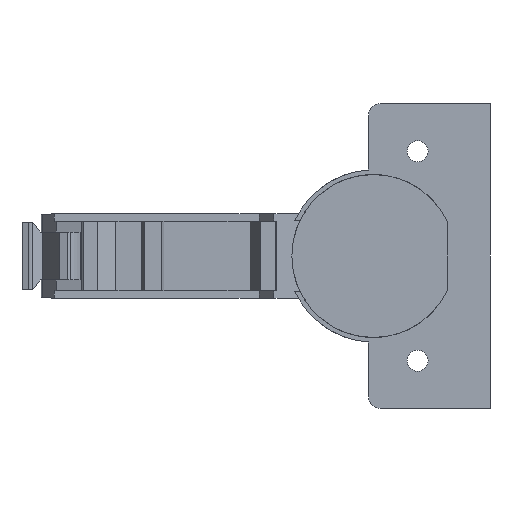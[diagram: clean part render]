
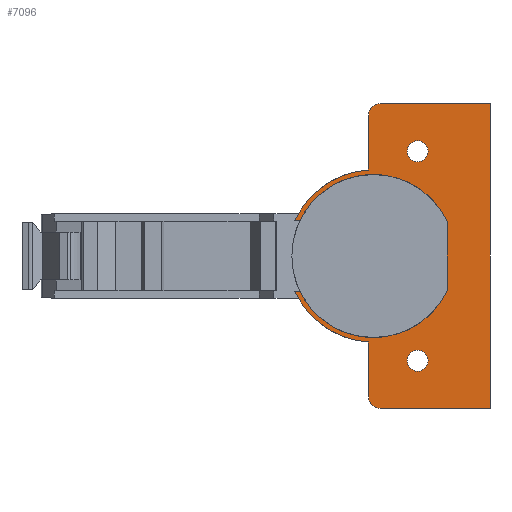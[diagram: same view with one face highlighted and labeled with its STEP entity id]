
A CAD part, front view. The second image highlights one B-rep face of the part: STEP entity #7096.
In plain terms, the highlighted planar face has unit normal (0, -1, 0).
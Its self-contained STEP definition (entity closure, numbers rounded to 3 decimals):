
#992=CARTESIAN_POINT('',(24.957,0.,32.7));
#993=CARTESIAN_POINT('',(24.749,0.,32.7));
#994=CARTESIAN_POINT('',(24.38,0.,32.651));
#995=CARTESIAN_POINT('',(23.76,0.,32.436));
#996=CARTESIAN_POINT('',(23.149,0.,32.004));
#997=CARTESIAN_POINT('',(22.714,0.,31.395));
#998=CARTESIAN_POINT('',(22.497,0.,30.777));
#999=CARTESIAN_POINT('',(22.448,0.,30.409));
#1000=CARTESIAN_POINT('',(22.448,0.,30.2));
#1005=CARTESIAN_POINT('',(22.448,0.,-30.2));
#1006=CARTESIAN_POINT('',(22.448,0.,-30.409));
#1007=CARTESIAN_POINT('',(22.497,0.,-30.777));
#1008=CARTESIAN_POINT('',(22.714,0.,-31.395));
#1009=CARTESIAN_POINT('',(23.149,0.,-32.004));
#1010=CARTESIAN_POINT('',(23.76,0.,-32.436));
#1011=CARTESIAN_POINT('',(24.38,0.,-32.651));
#1012=CARTESIAN_POINT('',(24.749,0.,-32.7));
#1013=CARTESIAN_POINT('',(24.957,0.,-32.7));
#1018=CARTESIAN_POINT('',(23.498,0.,0.));
#1019=DIRECTION('',(0.,1.,0.));
#1020=DIRECTION('',(-0.057,0.,-0.998));
#1021=AXIS2_PLACEMENT_3D('',#1018,#1019,#1020);
#1026=DIRECTION('',(1.,0.,0.));
#1027=VECTOR('',#1026,1.102);
#1028=CARTESIAN_POINT('',(6.62,0.,-7.575));
#1029=LINE('',#1028,#1027);
#1033=CARTESIAN_POINT('',(23.498,0.,0.));
#1034=DIRECTION('',(0.,-1.,0.));
#1035=DIRECTION('',(-0.901,0.,-0.433));
#1036=AXIS2_PLACEMENT_3D('',#1033,#1034,#1035);
#1041=DIRECTION('',(0.,0.,1.));
#1042=VECTOR('',#1041,14.621);
#1043=CARTESIAN_POINT('',(39.398,0.,-7.31));
#1044=LINE('',#1043,#1042);
#1048=CARTESIAN_POINT('',(23.498,0.,0.));
#1049=DIRECTION('',(0.,-1.,0.));
#1050=DIRECTION('',(0.909,0.,0.418));
#1051=AXIS2_PLACEMENT_3D('',#1048,#1049,#1050);
#1056=CARTESIAN_POINT('',(23.498,0.,0.));
#1057=DIRECTION('',(0.,1.,0.));
#1058=DIRECTION('',(-0.912,0.,0.409));
#1059=AXIS2_PLACEMENT_3D('',#1056,#1057,#1058);
#1064=DIRECTION('',(0.,0.,1.));
#1065=VECTOR('',#1064,11.73);
#1066=CARTESIAN_POINT('',(22.448,0.,18.47));
#1067=LINE('',#1066,#1065);
#1071=CARTESIAN_POINT('',(32.998,0.,-22.5));
#1072=DIRECTION('',(0.,-1.,0.));
#1073=DIRECTION('',(1.,0.,0.));
#1074=AXIS2_PLACEMENT_3D('',#1071,#1072,#1073);
#1079=CARTESIAN_POINT('',(32.998,0.,-22.5));
#1080=DIRECTION('',(0.,-1.,0.));
#1081=DIRECTION('',(-1.,0.,0.));
#1082=AXIS2_PLACEMENT_3D('',#1079,#1080,#1081);
#1087=CARTESIAN_POINT('',(32.998,0.,22.5));
#1088=DIRECTION('',(0.,-1.,0.));
#1089=DIRECTION('',(1.,0.,0.));
#1090=AXIS2_PLACEMENT_3D('',#1087,#1088,#1089);
#1095=CARTESIAN_POINT('',(32.998,0.,22.5));
#1096=DIRECTION('',(0.,-1.,0.));
#1097=DIRECTION('',(-1.,0.,0.));
#1098=AXIS2_PLACEMENT_3D('',#1095,#1096,#1097);
#1165=DIRECTION('',(1.,0.,0.));
#1166=VECTOR('',#1165,1.102);
#1167=CARTESIAN_POINT('',(6.62,0.,7.575));
#1168=LINE('',#1167,#1166);
#1346=DIRECTION('',(-1.,0.,0.));
#1347=VECTOR('',#1346,23.59);
#1348=CARTESIAN_POINT('',(48.548,0.,32.7));
#1349=LINE('',#1348,#1347);
#2103=DIRECTION('',(1.,0.,0.));
#2104=VECTOR('',#2103,23.59);
#2105=CARTESIAN_POINT('',(24.957,0.,-32.7));
#2106=LINE('',#2105,#2104);
#2131=DIRECTION('',(0.,0.,-1.));
#2132=VECTOR('',#2131,11.73);
#2133=CARTESIAN_POINT('',(22.448,0.,-18.47));
#2134=LINE('',#2133,#2132);
#2196=DIRECTION('',(0.,0.,1.));
#2197=VECTOR('',#2196,65.4);
#2198=CARTESIAN_POINT('',(48.548,0.,-32.7));
#2199=LINE('',#2198,#2197);
#6326=CARTESIAN_POINT('',(39.398,0.,-7.31));
#6327=CARTESIAN_POINT('',(39.398,0.,7.31));
#6328=VERTEX_POINT('',#6326);
#6329=VERTEX_POINT('',#6327);
#6330=CARTESIAN_POINT('',(6.62,0.,7.575));
#6331=CARTESIAN_POINT('',(7.722,0.,7.575));
#6332=VERTEX_POINT('',#6330);
#6333=VERTEX_POINT('',#6331);
#6334=CARTESIAN_POINT('',(22.448,0.,18.47));
#6335=VERTEX_POINT('',#6334);
#6336=CARTESIAN_POINT('',(22.448,0.,-18.47));
#6337=CARTESIAN_POINT('',(6.62,0.,-7.575));
#6338=VERTEX_POINT('',#6336);
#6339=VERTEX_POINT('',#6337);
#6340=CARTESIAN_POINT('',(7.722,0.,-7.575));
#6341=VERTEX_POINT('',#6340);
#6342=CARTESIAN_POINT('',(35.248,0.,-22.5));
#6343=CARTESIAN_POINT('',(30.748,0.,-22.5));
#6344=VERTEX_POINT('',#6342);
#6345=VERTEX_POINT('',#6343);
#6346=CARTESIAN_POINT('',(35.248,0.,22.5));
#6347=CARTESIAN_POINT('',(30.748,0.,22.5));
#6348=VERTEX_POINT('',#6346);
#6349=VERTEX_POINT('',#6347);
#6487=CARTESIAN_POINT('',(48.548,0.,-32.7));
#6488=VERTEX_POINT('',#6487);
#6496=CARTESIAN_POINT('',(48.548,0.,32.7));
#6497=VERTEX_POINT('',#6496);
#6504=VERTEX_POINT('',#992);
#6505=VERTEX_POINT('',#1000);
#6512=VERTEX_POINT('',#1005);
#6513=VERTEX_POINT('',#1013);
#7053=CARTESIAN_POINT('',(23.498,0.,0.));
#7054=DIRECTION('',(0.,-1.,0.));
#7055=DIRECTION('',(0.,0.,1.));
#7056=AXIS2_PLACEMENT_3D('',#7053,#7054,#7055);
#7057=PLANE('',#7056);
#7059=ORIENTED_EDGE('',*,*,#7058,.F.);
#7061=ORIENTED_EDGE('',*,*,#7060,.F.);
#7063=ORIENTED_EDGE('',*,*,#7062,.F.);
#7065=ORIENTED_EDGE('',*,*,#7064,.F.);
#7067=ORIENTED_EDGE('',*,*,#7066,.F.);
#7069=ORIENTED_EDGE('',*,*,#7068,.F.);
#7071=ORIENTED_EDGE('',*,*,#7070,.T.);
#7072=ORIENTED_EDGE('',*,*,#6895,.T.);
#7073=ORIENTED_EDGE('',*,*,#7010,.T.);
#7074=ORIENTED_EDGE('',*,*,#7045,.T.);
#7075=ORIENTED_EDGE('',*,*,#7020,.T.);
#7077=ORIENTED_EDGE('',*,*,#7076,.F.);
#7079=ORIENTED_EDGE('',*,*,#7078,.T.);
#7081=ORIENTED_EDGE('',*,*,#7080,.T.);
#7082=EDGE_LOOP('',(#7059,#7061,#7063,#7065,#7067,#7069,#7071,#7072,#7073,#7074,
#7075,#7077,#7079,#7081));
#7083=FACE_OUTER_BOUND('',#7082,.F.);
#7085=ORIENTED_EDGE('',*,*,#7084,.T.);
#7087=ORIENTED_EDGE('',*,*,#7086,.T.);
#7088=EDGE_LOOP('',(#7085,#7087));
#7089=FACE_BOUND('',#7088,.F.);
#7091=ORIENTED_EDGE('',*,*,#7090,.T.);
#7093=ORIENTED_EDGE('',*,*,#7092,.T.);
#7094=EDGE_LOOP('',(#7091,#7093));
#7095=FACE_BOUND('',#7094,.F.);
#1001=B_SPLINE_CURVE_WITH_KNOTS('',3,(#992,#993,#994,#995,#996,#997,#998,#999,
#1000),.UNSPECIFIED.,.F.,.F.,(4,1,1,1,1,1,4),(0.,0.125,0.25,0.5,0.75,
0.875,1.),.UNSPECIFIED.);
#1014=B_SPLINE_CURVE_WITH_KNOTS('',3,(#1005,#1006,#1007,#1008,#1009,#1010,#1011,
#1012,#1013),.UNSPECIFIED.,.F.,.F.,(4,1,1,1,1,1,4),(0.,0.125,0.25,0.5,
0.75,0.875,1.),.UNSPECIFIED.);
#1022=CIRCLE('',#1021,18.5);
#1037=CIRCLE('',#1036,17.5);
#1052=CIRCLE('',#1051,17.5);
#1060=CIRCLE('',#1059,18.5);
#1075=CIRCLE('',#1074,2.25);
#1083=CIRCLE('',#1082,2.25);
#1091=CIRCLE('',#1090,2.25);
#1099=CIRCLE('',#1098,2.25);
#6895=EDGE_CURVE('',#6339,#6341,#1029,.T.);
#7010=EDGE_CURVE('',#6341,#6328,#1037,.T.);
#7020=EDGE_CURVE('',#6329,#6333,#1052,.T.);
#7045=EDGE_CURVE('',#6328,#6329,#1044,.T.);
#7058=EDGE_CURVE('',#6504,#6505,#1001,.T.);
#7060=EDGE_CURVE('',#6497,#6504,#1349,.T.);
#7062=EDGE_CURVE('',#6488,#6497,#2199,.T.);
#7064=EDGE_CURVE('',#6513,#6488,#2106,.T.);
#7066=EDGE_CURVE('',#6512,#6513,#1014,.T.);
#7068=EDGE_CURVE('',#6338,#6512,#2134,.T.);
#7070=EDGE_CURVE('',#6338,#6339,#1022,.T.);
#7076=EDGE_CURVE('',#6332,#6333,#1168,.T.);
#7078=EDGE_CURVE('',#6332,#6335,#1060,.T.);
#7080=EDGE_CURVE('',#6335,#6505,#1067,.T.);
#7084=EDGE_CURVE('',#6344,#6345,#1075,.T.);
#7086=EDGE_CURVE('',#6345,#6344,#1083,.T.);
#7090=EDGE_CURVE('',#6348,#6349,#1091,.T.);
#7092=EDGE_CURVE('',#6349,#6348,#1099,.T.);
#7096=ADVANCED_FACE('',(#7083,#7089,#7095),#7057,.T.);
